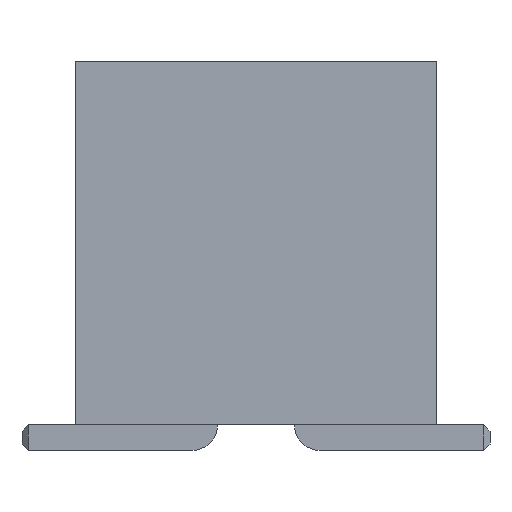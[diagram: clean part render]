
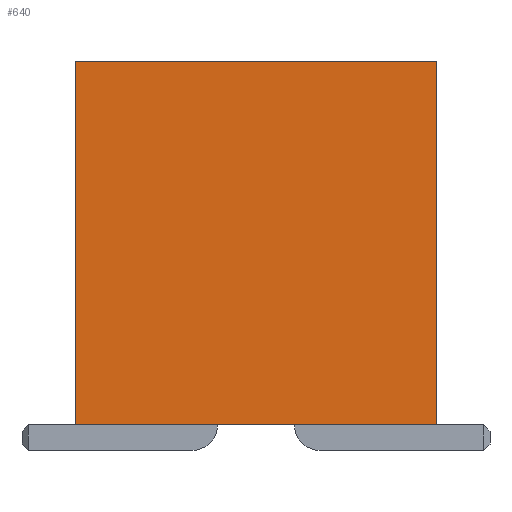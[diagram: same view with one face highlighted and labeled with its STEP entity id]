
A CAD part, front view. The second image highlights one B-rep face of the part: STEP entity #640.
In plain terms, the highlighted planar face has unit normal (0, -1, 0).
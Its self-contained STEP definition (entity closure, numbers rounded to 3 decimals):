
#24 = VERTEX_POINT('',#25);
#25 = CARTESIAN_POINT('',(-4.475,-12.7,9.64));
#31 = EDGE_CURVE('',#24,#32,#34,.T.);
#32 = VERTEX_POINT('',#33);
#33 = CARTESIAN_POINT('',(4.475,-12.7,9.64));
#34 = LINE('',#35,#36);
#35 = CARTESIAN_POINT('',(-4.475,-12.7,9.64));
#36 = VECTOR('',#37,1.);
#37 = DIRECTION('',(1.,0.,0.));
#165 = EDGE_CURVE('',#166,#24,#168,.T.);
#166 = VERTEX_POINT('',#167);
#167 = CARTESIAN_POINT('',(-4.475,-12.7,0.64));
#168 = LINE('',#169,#170);
#169 = CARTESIAN_POINT('',(-4.475,-12.7,0.64));
#170 = VECTOR('',#171,1.);
#171 = DIRECTION('',(0.,0.,1.));
#508 = EDGE_CURVE('',#509,#32,#511,.T.);
#509 = VERTEX_POINT('',#510);
#510 = CARTESIAN_POINT('',(4.475,-12.7,0.64));
#511 = LINE('',#512,#513);
#512 = CARTESIAN_POINT('',(4.475,-12.7,0.64));
#513 = VECTOR('',#514,1.);
#514 = DIRECTION('',(0.,0.,1.));
#640 = ADVANCED_FACE('',(#641),#652,.F.);
#641 = FACE_BOUND('',#642,.T.);
#642 = EDGE_LOOP('',(#643,#644,#650,#651));
#643 = ORIENTED_EDGE('',*,*,#165,.F.);
#644 = ORIENTED_EDGE('',*,*,#645,.T.);
#645 = EDGE_CURVE('',#166,#509,#646,.T.);
#646 = LINE('',#647,#648);
#647 = CARTESIAN_POINT('',(-4.475,-12.7,0.64));
#648 = VECTOR('',#649,1.);
#649 = DIRECTION('',(1.,0.,0.));
#650 = ORIENTED_EDGE('',*,*,#508,.T.);
#651 = ORIENTED_EDGE('',*,*,#31,.F.);
#652 = PLANE('',#653);
#653 = AXIS2_PLACEMENT_3D('',#654,#655,#656);
#654 = CARTESIAN_POINT('',(-4.475,-12.7,0.64));
#655 = DIRECTION('',(0.,1.,0.));
#656 = DIRECTION('',(1.,0.,0.));
